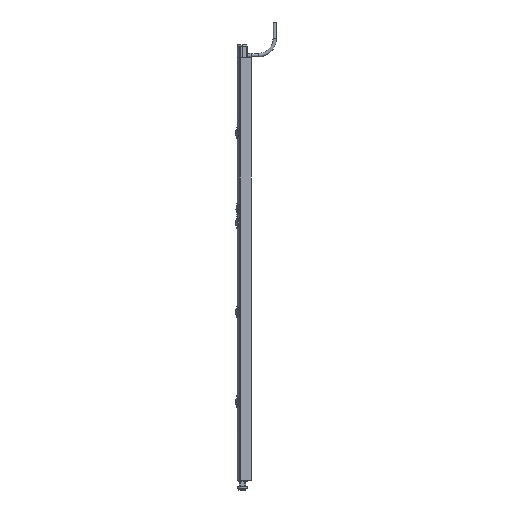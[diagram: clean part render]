
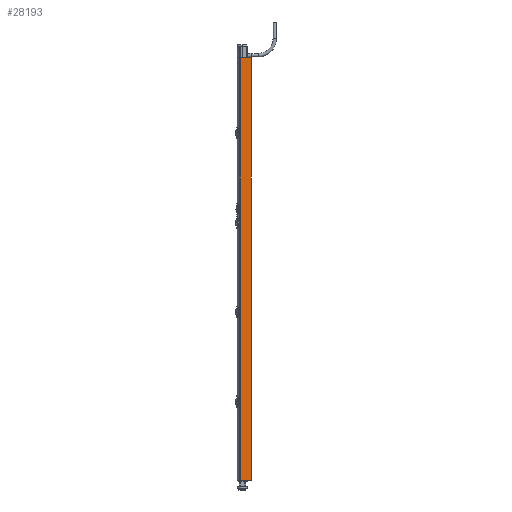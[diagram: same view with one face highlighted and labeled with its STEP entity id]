
A CAD part, left-side view. The second image highlights one B-rep face of the part: STEP entity #28193.
In plain terms, the highlighted planar face has unit normal (-1, 0, 0).
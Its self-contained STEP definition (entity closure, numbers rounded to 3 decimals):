
#1=DIRECTION('',(0.,0.,-1.));
#2=VECTOR('',#1,509.45);
#3=CARTESIAN_POINT('',(-6.,4.973,252.5));
#4=LINE('',#3,#2);
#5=DIRECTION('',(0.,-1.,0.));
#6=VECTOR('',#5,13.223);
#7=CARTESIAN_POINT('',(-6.,4.973,-256.95));
#8=LINE('',#7,#6);
#109=DIRECTION('',(0.,0.,1.));
#110=VECTOR('',#109,509.45);
#111=CARTESIAN_POINT('',(-6.,-8.25,-256.95));
#112=LINE('',#111,#110);
#117=DIRECTION('',(0.,-1.,0.));
#118=VECTOR('',#117,13.223);
#119=CARTESIAN_POINT('',(-6.,4.973,252.5));
#120=LINE('',#119,#118);
#25750=CARTESIAN_POINT('',(-6.,-8.25,-256.95));
#25751=CARTESIAN_POINT('',(-6.,-8.25,252.5));
#25752=VERTEX_POINT('',#25750);
#25753=VERTEX_POINT('',#25751);
#25790=CARTESIAN_POINT('',(-6.,4.973,-256.95));
#25791=VERTEX_POINT('',#25790);
#25794=CARTESIAN_POINT('',(-6.,4.973,252.5));
#25795=VERTEX_POINT('',#25794);
#28178=CARTESIAN_POINT('',(-6.,5.317,-256.95));
#28179=DIRECTION('',(-1.,0.,0.));
#28180=DIRECTION('',(0.,-1.,0.));
#28181=AXIS2_PLACEMENT_3D('',#28178,#28179,#28180);
#28182=PLANE('',#28181);
#28184=ORIENTED_EDGE('',*,*,#28183,.F.);
#28186=ORIENTED_EDGE('',*,*,#28185,.F.);
#28188=ORIENTED_EDGE('',*,*,#28187,.T.);
#28190=ORIENTED_EDGE('',*,*,#28189,.F.);
#28191=EDGE_LOOP('',(#28184,#28186,#28188,#28190));
#28192=FACE_OUTER_BOUND('',#28191,.F.);
#28193=ADVANCED_FACE('',(#28192),#28182,.T.);
#28183=EDGE_CURVE('',#25791,#25752,#8,.T.);
#28185=EDGE_CURVE('',#25795,#25791,#4,.T.);
#28187=EDGE_CURVE('',#25795,#25753,#120,.T.);
#28189=EDGE_CURVE('',#25752,#25753,#112,.T.);
